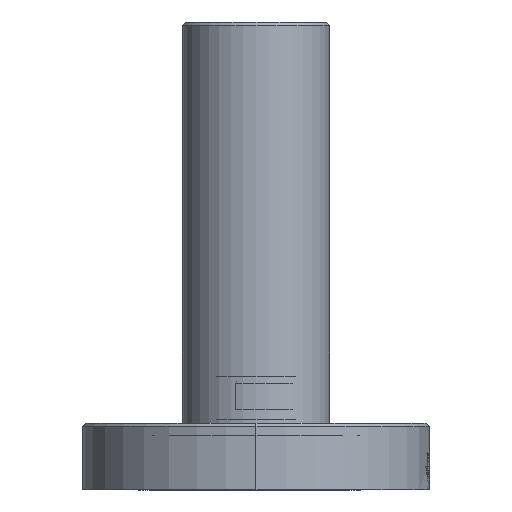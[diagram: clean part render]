
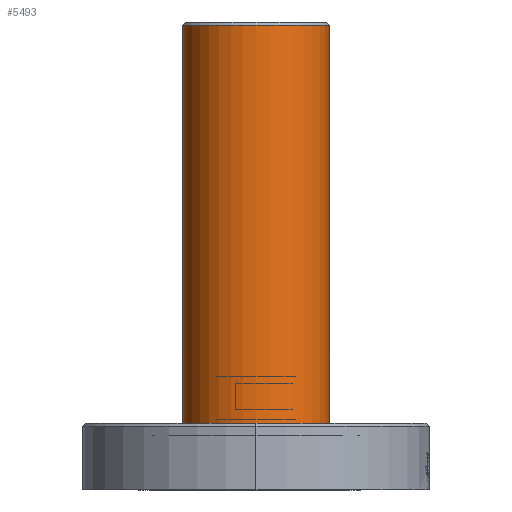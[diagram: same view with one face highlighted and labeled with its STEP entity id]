
A CAD part, left-side view. The second image highlights one B-rep face of the part: STEP entity #5493.
In plain terms, the highlighted cylindrical face has radius 11 mm (diameter 22 mm), a partial arc.
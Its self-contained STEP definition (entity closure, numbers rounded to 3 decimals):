
#74 = ORIENTED_EDGE ( 'NONE', *, *, #472, .T. ) ;
#181 = CIRCLE ( 'NONE', #310, 11. ) ;
#310 = AXIS2_PLACEMENT_3D ( 'NONE', #1235, #8779, #5694 ) ;
#405 = DIRECTION ( 'NONE',  ( -1., 0., 0. ) ) ;
#472 = EDGE_CURVE ( 'NONE', #2500, #3052, #695, .T. ) ;
#595 = ORIENTED_EDGE ( 'NONE', *, *, #3069, .F. ) ;
#695 = LINE ( 'NONE', #6649, #7373 ) ;
#850 = CARTESIAN_POINT ( 'NONE',  ( 0., -1000., 0. ) ) ;
#1235 = CARTESIAN_POINT ( 'NONE',  ( 0., 23.976, 0. ) ) ;
#1997 = CARTESIAN_POINT ( 'NONE',  ( 0., 83.476, 0. ) ) ;
#2500 = VERTEX_POINT ( 'NONE', #9610 ) ;
#3052 = VERTEX_POINT ( 'NONE', #5657 ) ;
#3069 = EDGE_CURVE ( 'NONE', #9180, #3052, #181, .T. ) ;
#3085 = EDGE_CURVE ( 'NONE', #4135, #2500, #7958, .T. ) ;
#3865 = ORIENTED_EDGE ( 'NONE', *, *, #3085, .T. ) ;
#4135 = VERTEX_POINT ( 'NONE', #6588 ) ;
#5228 = DIRECTION ( 'NONE',  ( 0., -1., 0. ) ) ;
#5356 = LINE ( 'NONE', #5932, #7639 ) ;
#5493 = ADVANCED_FACE ( 'NONE', ( #9708 ), #7444, .T. ) ;
#5635 = DIRECTION ( 'NONE',  ( 1., 0., 0. ) ) ;
#5657 = CARTESIAN_POINT ( 'NONE',  ( 11., 23.976, 0. ) ) ;
#5694 = DIRECTION ( 'NONE',  ( 1., 0., 0. ) ) ;
#5932 = CARTESIAN_POINT ( 'NONE',  ( -11., -1000., 0. ) ) ;
#6084 = EDGE_LOOP ( 'NONE', ( #6523, #3865, #74, #595 ) ) ;
#6523 = ORIENTED_EDGE ( 'NONE', *, *, #8372, .F. ) ;
#6588 = CARTESIAN_POINT ( 'NONE',  ( -11., 83.476, 0. ) ) ;
#6649 = CARTESIAN_POINT ( 'NONE',  ( 11., -1000., 0. ) ) ;
#6770 = AXIS2_PLACEMENT_3D ( 'NONE', #1997, #8812, #405 ) ;
#7373 = VECTOR ( 'NONE', #8234, 1000. ) ;
#7444 = CYLINDRICAL_SURFACE ( 'NONE', #9717, 11. ) ;
#7639 = VECTOR ( 'NONE', #5228, 1000. ) ;
#7958 = CIRCLE ( 'NONE', #6770, 11. ) ;
#8234 = DIRECTION ( 'NONE',  ( 0., -1., 0. ) ) ;
#8372 = EDGE_CURVE ( 'NONE', #4135, #9180, #5356, .T. ) ;
#8779 = DIRECTION ( 'NONE',  ( 0., -1., 0. ) ) ;
#8812 = DIRECTION ( 'NONE',  ( 0., -1., 0. ) ) ;
#9180 = VERTEX_POINT ( 'NONE', #9632 ) ;
#9419 = DIRECTION ( 'NONE',  ( 0., -1., 0. ) ) ;
#9610 = CARTESIAN_POINT ( 'NONE',  ( 11., 83.476, 0. ) ) ;
#9632 = CARTESIAN_POINT ( 'NONE',  ( -11., 23.976, 0. ) ) ;
#9708 = FACE_OUTER_BOUND ( 'NONE', #6084, .T. ) ;
#9717 = AXIS2_PLACEMENT_3D ( 'NONE', #850, #9419, #5635 ) ;
